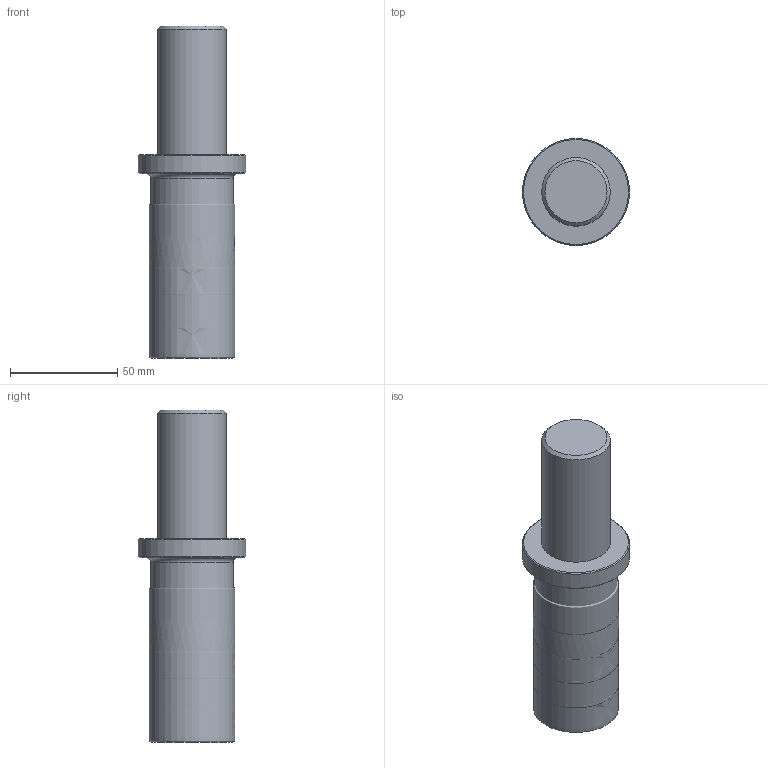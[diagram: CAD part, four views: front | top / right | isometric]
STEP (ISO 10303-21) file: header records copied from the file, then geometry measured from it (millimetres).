
FILE_DESCRIPTION(/* description */ (''),/* implementation_level */ '2;1');
FILE_NAME(/* name */ 'R217.69-3240.3S-071-XO16.3A_Basic.stp',/* time_stamp */ '2021-05-04T12:11:32+06:00',/* author */ (''),/* organization */ (''),/* preprocessor_version */ 'ST-DEVELOPER v16.7',/* originating_system */ 'SIEMENS PLM Software NX 12.0',/* authorisation */ '');
FILE_SCHEMA (('AUTOMOTIVE_DESIGN { 1 0 10303 214 3 1 1 1 }'));
Length unit declared in the file: millimetre
Products named in the file (4): ASSEMBLY_CONSTRUCTION; NOCUT; CUT; inpu41CCD037kfy6
Assembly tree (3 placements, depth 2):
  inpu41CCD037kfy6
    CUT
    NOCUT
    ASSEMBLY_CONSTRUCTION
Bounding box: 50 x 50 x 155 mm (x, y, z)
Volume: 240611.9 mm3; surface area: 45320.1 mm2
Topology: 6 solids, 6 shells, 39 faces, 91 edges, 86 vertices
Faces by surface type: cone 13, torus 13, revolution 5, plane 5, cylinder 3
Full cylindrical faces by diameter (mm): 31.992 x1, 38.456 x1, 50 x1
Entity records: 2056 total; most frequent: CARTESIAN_POINT 955, DIRECTION 203, AXIS2_PLACEMENT_3D 99, FACE_BOUND 69, STYLED_ITEM 68, PRESENTATION_STYLE_ASSIGNMENT 68, EDGE_LOOP 66, ORIENTED_EDGE 66
